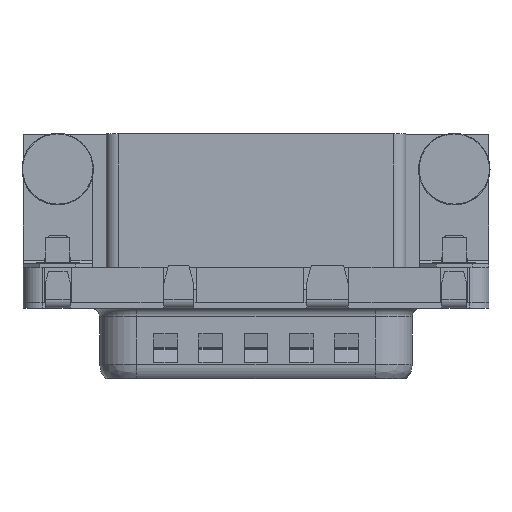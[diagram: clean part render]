
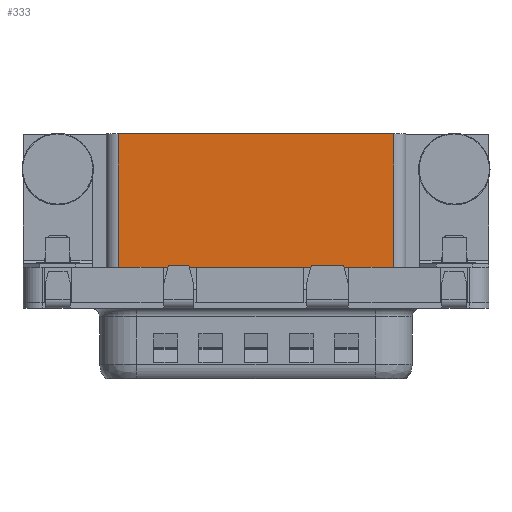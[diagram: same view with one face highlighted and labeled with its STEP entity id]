
A CAD part, top view. The second image highlights one B-rep face of the part: STEP entity #333.
In plain terms, the highlighted planar face has unit normal (0, 0, 1).
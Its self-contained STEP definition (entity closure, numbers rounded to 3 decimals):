
#333=ADVANCED_FACE('12',(#2082),#2083,.T.);
#2082=FACE_OUTER_BOUND('',#5053,.T.);
#2083=PLANE('',#5054);
#5053=EDGE_LOOP('',(#11024,#11025,#11026,#11027));
#5054=AXIS2_PLACEMENT_3D('',#11028,#11029,#11030);
#11024=ORIENTED_EDGE('',*,*,#21545,.F.);
#11025=ORIENTED_EDGE('',*,*,#21845,.T.);
#11026=ORIENTED_EDGE('',*,*,#21662,.T.);
#11027=ORIENTED_EDGE('',*,*,#21846,.F.);
#11028=CARTESIAN_POINT('',(-12.59,2.95,10.92));
#11029=DIRECTION('',(0.0,0.0,1.0));
#11030=DIRECTION('',(1.0,-0.0,0.0));
#21545=EDGE_CURVE('1362',#26206,#26208,#26209,.T.);
#21662=EDGE_CURVE('1363',#26417,#26415,#26418,.T.);
#21845=EDGE_CURVE('1361',#26206,#26417,#26690,.T.);
#21846=EDGE_CURVE('1356',#26208,#26415,#26691,.T.);
#26206=VERTEX_POINT('',#33471);
#26208=VERTEX_POINT('',#33473);
#26209=LINE('',#33474,#33475);
#26415=VERTEX_POINT('',#33775);
#26417=VERTEX_POINT('',#33777);
#26418=LINE('',#33778,#33779);
#26690=LINE('',#34165,#34166);
#26691=LINE('',#34167,#34168);
#33471=CARTESIAN_POINT('',(-11.59,14.15,10.92));
#33473=CARTESIAN_POINT('',(11.59,14.15,10.92));
#33474=CARTESIAN_POINT('',(-11.59,14.15,10.92));
#33475=VECTOR('',#42623,23.18);
#33775=CARTESIAN_POINT('',(11.59,2.95,10.92));
#33777=CARTESIAN_POINT('',(-11.59,2.95,10.92));
#33778=CARTESIAN_POINT('',(-11.59,2.95,10.92));
#33779=VECTOR('',#42784,23.18);
#34165=CARTESIAN_POINT('',(-11.59,14.15,10.92));
#34166=VECTOR('',#43103,11.2);
#34167=CARTESIAN_POINT('',(11.59,14.15,10.92));
#34168=VECTOR('',#43104,11.2);
#42623=DIRECTION('',(1.0,0.0,0.0));
#42784=DIRECTION('',(1.0,0.0,0.0));
#43103=DIRECTION('',(0.0,-1.0,0.0));
#43104=DIRECTION('',(0.0,-1.0,0.0));
